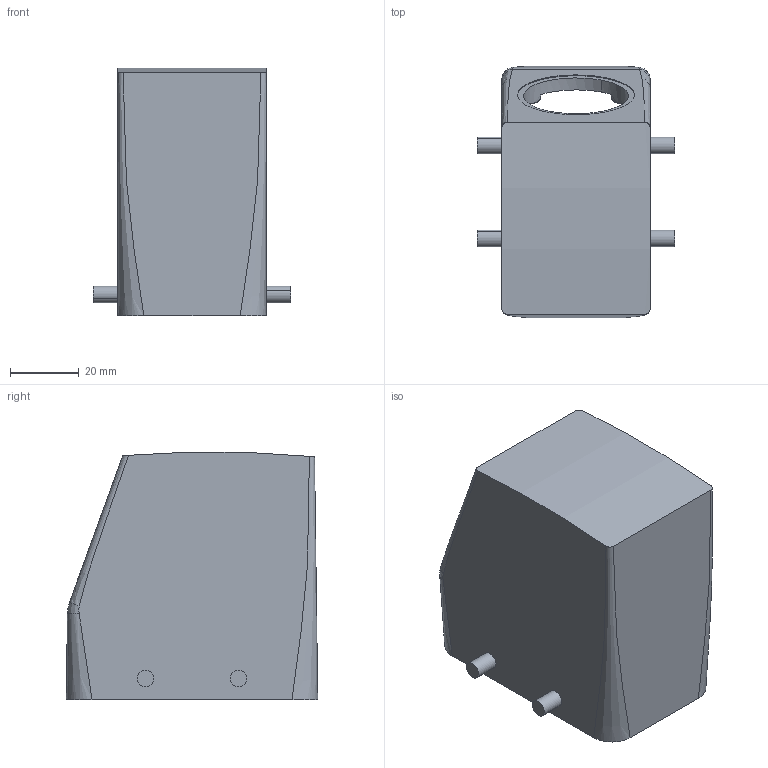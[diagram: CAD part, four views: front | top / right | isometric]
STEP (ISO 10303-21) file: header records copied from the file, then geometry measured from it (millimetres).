
FILE_DESCRIPTION(('CATIA V5 STEP','CAx-IF Rec.Pracs.--- Model Styling and Organization---1.2---2011-12-15'),'2;1');
FILE_NAME ('13268984_2', '2018-07-10T07:52:59+00:00', ('none'), ('Weidmueller'), 'CATIA Version 5-6 Release 2014 SP4 HF52', 'CATIA V5 STEP AP214', 'none');
FILE_SCHEMA(('AUTOMOTIVE_DESIGN { 1 0 10303 214 1 1 1 1 }'));
Length unit declared in the file: millimetre
Products named in the file (1): 2544010000
Bounding box: 57.4 x 73 x 71.92 mm (x, y, z)
Volume: 64551.3 mm3; surface area: 33066.8 mm2
Topology: 1 solids, 1 shells, 135 faces, 323 edges, 196 vertices
Faces by surface type: plane 46, cylinder 41, cone 40, bspline 8
Entity records: 5035 total; most frequent: CARTESIAN_POINT 2264, ORIENTED_EDGE 630, DIRECTION 421, EDGE_CURVE 315, VERTEX_POINT 196, AXIS2_PLACEMENT_3D 180, VECTOR 155, LINE 155
